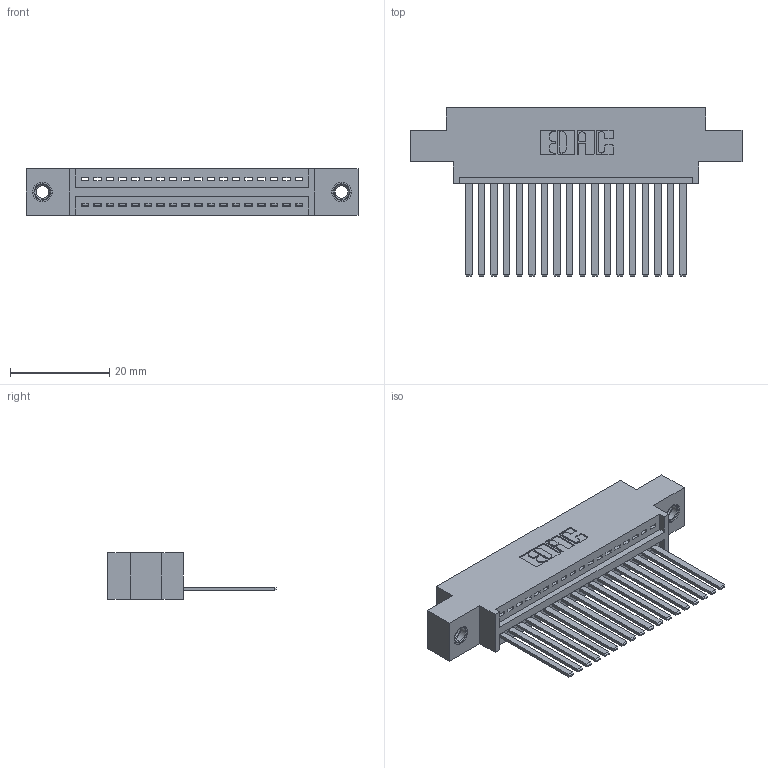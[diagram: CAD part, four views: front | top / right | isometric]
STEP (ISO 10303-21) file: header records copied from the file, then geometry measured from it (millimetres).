
FILE_DESCRIPTION (( 'STEP AP203' ), '1' );
FILE_NAME ('395-018-544-607.STEP', '2018-11-07T03:07:16', ( '' ), ( '' ), 'SwSTEP 2.0', 'SolidWorks 2016', '' );
FILE_SCHEMA (( 'CONFIG_CONTROL_DESIGN' ));
Length unit declared in the file: inch
Products named in the file (4): 345-250-001_345-250-005-103; 395-018-544-607; 345 Part_0.170 Offset - 0.156 Dia-TI; 345-292-001_345-293-144
Assembly tree (21 placements, depth 2):
  395-018-544-607
    345 Part_0.170 Offset - 0.156 Dia-TI
    345-292-001_345-293-144  x18
    345-250-001_345-250-005-103  x2
Bounding box: 66.93 x 33.96 x 9.4 mm (x, y, z)
Volume: 6241.9 mm3; surface area: 8753.7 mm2
Topology: 21 solids, 21 shells, 1126 faces, 3333 edges, 2190 vertices
Faces by surface type: plane 764, cylinder 346, cone 12, torus 4
Entity records: 17912 total; most frequent: CARTESIAN_POINT 3085, ORIENTED_EDGE 3030, DIRECTION 2753, EDGE_CURVE 1515, LINE 1295, VECTOR 1295, VERTEX_POINT 1004, AXIS2_PLACEMENT_3D 729
